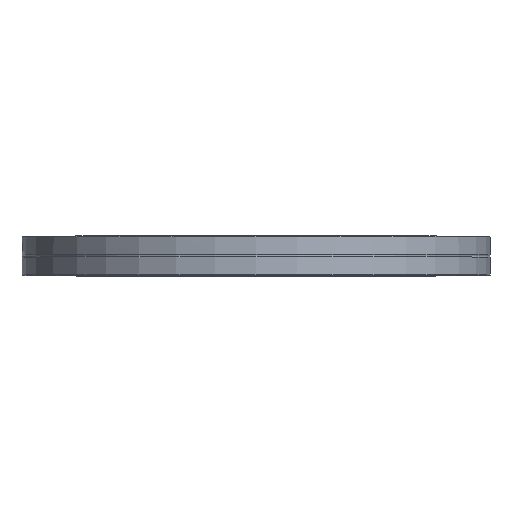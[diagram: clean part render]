
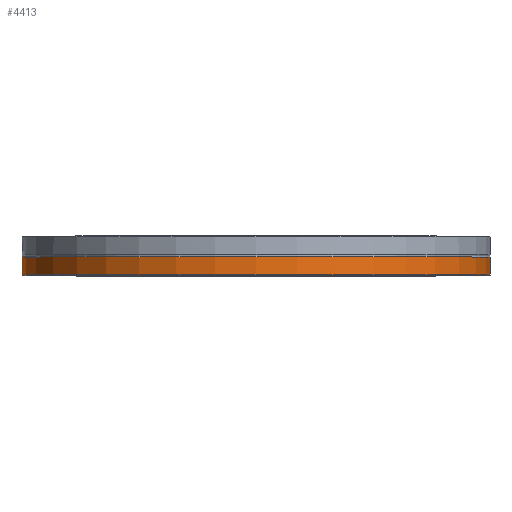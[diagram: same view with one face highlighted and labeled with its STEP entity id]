
A CAD part, top view. The second image highlights one B-rep face of the part: STEP entity #4413.
In plain terms, the highlighted cylindrical face has radius 168.3 mm (diameter 336.6 mm), a full revolution.
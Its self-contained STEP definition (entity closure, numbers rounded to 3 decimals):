
#246=CYLINDRICAL_SURFACE('',#4820,168.3);
#473=FACE_OUTER_BOUND('',#783,.T.);
#783=EDGE_LOOP('',(#3311,#3312,#3313,#3314,#3315,#3316));
#1081=LINE('',#7133,#1346);
#1346=VECTOR('',#5570,168.3);
#1669=CIRCLE('',#4818,168.3);
#1670=CIRCLE('',#4819,168.3);
#1671=CIRCLE('',#4821,168.3);
#1672=CIRCLE('',#4822,168.3);
#2033=VERTEX_POINT('',#7123);
#2034=VERTEX_POINT('',#7124);
#2035=VERTEX_POINT('',#7129);
#2036=VERTEX_POINT('',#7130);
#2510=EDGE_CURVE('',#2033,#2034,#1669,.T.);
#2511=EDGE_CURVE('',#2034,#2033,#1670,.T.);
#2513=EDGE_CURVE('',#2035,#2036,#1671,.T.);
#2514=EDGE_CURVE('',#2036,#2035,#1672,.T.);
#2515=EDGE_CURVE('',#2036,#2034,#1081,.T.);
#3311=ORIENTED_EDGE('',*,*,#2513,.F.);
#3312=ORIENTED_EDGE('',*,*,#2514,.F.);
#3313=ORIENTED_EDGE('',*,*,#2515,.T.);
#3314=ORIENTED_EDGE('',*,*,#2510,.F.);
#3315=ORIENTED_EDGE('',*,*,#2511,.F.);
#3316=ORIENTED_EDGE('',*,*,#2515,.F.);
#4413=ADVANCED_FACE('',(#473),#246,.T.);
#4818=AXIS2_PLACEMENT_3D('',#7125,#5559,#5560);
#4819=AXIS2_PLACEMENT_3D('',#7126,#5561,#5562);
#4820=AXIS2_PLACEMENT_3D('',#7128,#5564,#5565);
#4821=AXIS2_PLACEMENT_3D('',#7131,#5566,#5567);
#4822=AXIS2_PLACEMENT_3D('',#7132,#5568,#5569);
#5559=DIRECTION('center_axis',(0.,-1.,0.));
#5560=DIRECTION('ref_axis',(1.,0.,0.));
#5561=DIRECTION('center_axis',(0.,-1.,0.));
#5562=DIRECTION('ref_axis',(1.,0.,0.));
#5564=DIRECTION('center_axis',(0.,1.,0.));
#5565=DIRECTION('ref_axis',(-1.,0.,0.));
#5566=DIRECTION('center_axis',(0.,1.,0.));
#5567=DIRECTION('ref_axis',(1.,0.,0.));
#5568=DIRECTION('center_axis',(0.,1.,0.));
#5569=DIRECTION('ref_axis',(1.,0.,0.));
#5570=DIRECTION('',(0.,-1.,0.));
#7123=CARTESIAN_POINT('',(-168.3,0.5,0.));
#7124=CARTESIAN_POINT('',(168.3,0.5,0.));
#7125=CARTESIAN_POINT('Origin',(0.,0.5,0.));
#7126=CARTESIAN_POINT('Origin',(0.,0.5,0.));
#7128=CARTESIAN_POINT('Origin',(0.,6.685,0.));
#7129=CARTESIAN_POINT('',(0.,13.371,-168.3));
#7130=CARTESIAN_POINT('',(168.3,13.371,0.));
#7131=CARTESIAN_POINT('Origin',(0.,13.371,0.));
#7132=CARTESIAN_POINT('Origin',(0.,13.371,0.));
#7133=CARTESIAN_POINT('',(168.3,6.685,0.));
